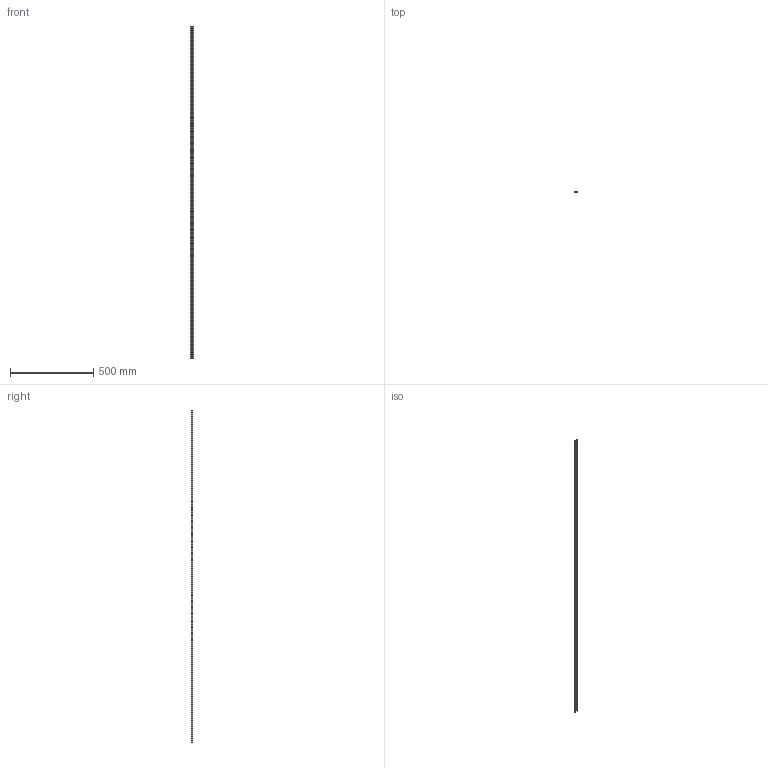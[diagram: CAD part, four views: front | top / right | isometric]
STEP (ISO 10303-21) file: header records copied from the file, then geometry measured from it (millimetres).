
FILE_DESCRIPTION (( 'STEP AP214' ), '1' );
FILE_NAME ('1106628.stp', '2020-12-01T12:30:55', ( '' ), ( '' ), 'SwSTEP 2.0', 'SolidWorks 2020', '' );
FILE_SCHEMA (( 'AUTOMOTIVE_DESIGN' ));
Length unit declared in the file: millimetre
Products named in the file (1): 1106628
Bounding box: 20 x 8 x 2000 mm (x, y, z)
Volume: 61106 mm3; surface area: 159604.6 mm2
Topology: 1 solids, 1 shells, 1030 faces, 3084 edges, 2056 vertices
Faces by surface type: cylinder 600, plane 430
Entity records: 35982 total; most frequent: DIRECTION 6346, CARTESIAN_POINT 6171, ORIENTED_EDGE 6168, EDGE_CURVE 3084, AXIS2_PLACEMENT_3D 2231, VERTEX_POINT 2056, VECTOR 1884, LINE 1884
